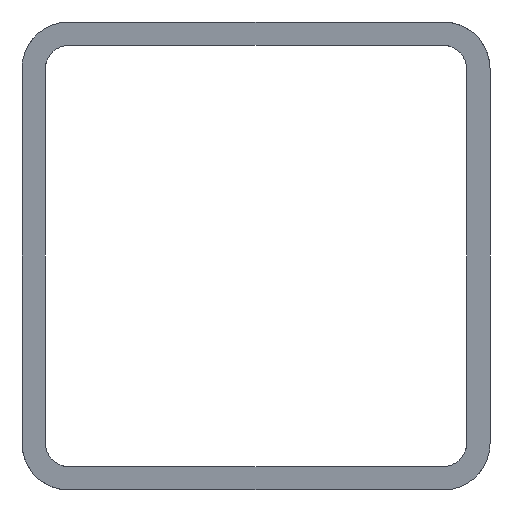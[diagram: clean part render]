
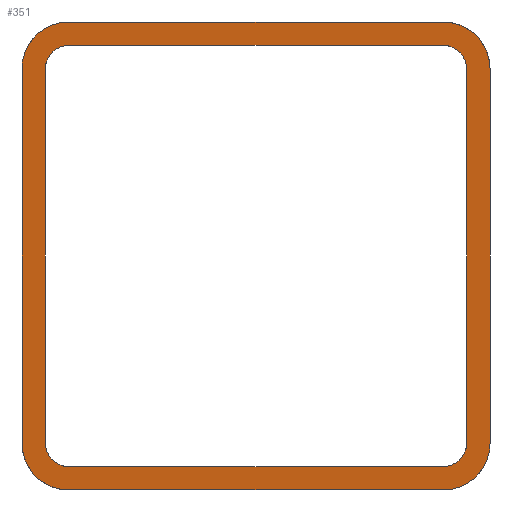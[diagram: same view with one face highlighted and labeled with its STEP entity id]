
A CAD part, front view. The second image highlights one B-rep face of the part: STEP entity #351.
In plain terms, the highlighted planar face has unit normal (-0.174, -0.985, 0).
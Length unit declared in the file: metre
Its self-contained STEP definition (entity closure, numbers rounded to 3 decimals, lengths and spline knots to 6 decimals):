
#28=ELLIPSE('',#368,0.006093,0.006);
#29=ELLIPSE('',#372,0.006093,0.006);
#30=ELLIPSE('',#375,0.006093,0.006);
#31=ELLIPSE('',#379,0.003046,0.003);
#32=ELLIPSE('',#383,0.003046,0.003);
#33=ELLIPSE('',#387,0.003046,0.003);
#34=ELLIPSE('',#391,0.003046,0.003);
#35=ELLIPSE('',#394,0.006093,0.006);
#124=ORIENTED_EDGE('',*,*,#165,.F.);
#125=ORIENTED_EDGE('',*,*,#168,.F.);
#126=ORIENTED_EDGE('',*,*,#171,.F.);
#127=ORIENTED_EDGE('',*,*,#173,.T.);
#128=ORIENTED_EDGE('',*,*,#177,.F.);
#129=ORIENTED_EDGE('',*,*,#179,.T.);
#130=ORIENTED_EDGE('',*,*,#182,.F.);
#131=ORIENTED_EDGE('',*,*,#161,.F.);
#132=ORIENTED_EDGE('',*,*,#148,.T.);
#133=ORIENTED_EDGE('',*,*,#151,.T.);
#134=ORIENTED_EDGE('',*,*,#154,.T.);
#135=ORIENTED_EDGE('',*,*,#187,.T.);
#136=ORIENTED_EDGE('',*,*,#157,.T.);
#137=ORIENTED_EDGE('',*,*,#145,.F.);
#138=ORIENTED_EDGE('',*,*,#184,.T.);
#139=ORIENTED_EDGE('',*,*,#141,.F.);
#141=EDGE_CURVE('',#188,#190,#221,.T.);
#145=EDGE_CURVE('',#192,#194,#225,.T.);
#148=EDGE_CURVE('',#188,#196,#28,.T.);
#151=EDGE_CURVE('',#196,#198,#229,.T.);
#154=EDGE_CURVE('',#198,#200,#29,.T.);
#157=EDGE_CURVE('',#202,#194,#30,.T.);
#161=EDGE_CURVE('',#204,#206,#235,.T.);
#165=EDGE_CURVE('',#208,#204,#31,.T.);
#168=EDGE_CURVE('',#210,#208,#240,.T.);
#171=EDGE_CURVE('',#212,#210,#32,.T.);
#173=EDGE_CURVE('',#212,#214,#243,.T.);
#177=EDGE_CURVE('',#216,#214,#33,.T.);
#179=EDGE_CURVE('',#216,#218,#247,.T.);
#182=EDGE_CURVE('',#206,#218,#34,.T.);
#184=EDGE_CURVE('',#192,#190,#35,.T.);
#187=EDGE_CURVE('',#200,#202,#251,.T.);
#188=VERTEX_POINT('',#504);
#190=VERTEX_POINT('',#507);
#192=VERTEX_POINT('',#513);
#194=VERTEX_POINT('',#516);
#196=VERTEX_POINT('',#522);
#198=VERTEX_POINT('',#528);
#200=VERTEX_POINT('',#534);
#202=VERTEX_POINT('',#540);
#204=VERTEX_POINT('',#546);
#206=VERTEX_POINT('',#549);
#208=VERTEX_POINT('',#555);
#210=VERTEX_POINT('',#561);
#212=VERTEX_POINT('',#567);
#214=VERTEX_POINT('',#573);
#216=VERTEX_POINT('',#579);
#218=VERTEX_POINT('',#585);
#221=LINE('',#506,#253);
#225=LINE('',#515,#257);
#229=LINE('',#527,#261);
#235=LINE('',#548,#267);
#240=LINE('',#563,#272);
#243=LINE('',#572,#275);
#247=LINE('',#584,#279);
#251=LINE('',#597,#283);
#253=VECTOR('',#404,1.);
#257=VECTOR('',#410,1.);
#261=VECTOR('',#422,1.);
#267=VECTOR('',#442,1.);
#272=VECTOR('',#455,1.);
#275=VECTOR('',#466,1.);
#279=VECTOR('',#478,1.);
#283=VECTOR('',#496,1.);
#302=EDGE_LOOP('',(#124,#125,#126,#127,#128,#129,#130,#131));
#303=EDGE_LOOP('',(#132,#133,#134,#135,#136,#137,#138,#139));
#322=FACE_BOUND('',#302,.T.);
#323=FACE_BOUND('',#303,.T.);
#333=PLANE('',#398);
#351=ADVANCED_FACE('',(#322,#323),#333,.T.);
#368=AXIS2_PLACEMENT_3D('',#521,#415,#416);
#372=AXIS2_PLACEMENT_3D('',#533,#427,#428);
#375=AXIS2_PLACEMENT_3D('',#539,#434,#435);
#379=AXIS2_PLACEMENT_3D('',#557,#448,#449);
#383=AXIS2_PLACEMENT_3D('',#569,#460,#461);
#387=AXIS2_PLACEMENT_3D('',#581,#472,#473);
#391=AXIS2_PLACEMENT_3D('',#590,#483,#484);
#394=AXIS2_PLACEMENT_3D('',#593,#489,#490);
#398=AXIS2_PLACEMENT_3D('',#599,#499,#500);
#404=DIRECTION('',(0.,0.,1.));
#410=DIRECTION('',(0.985,-0.174,0.));
#415=DIRECTION('',(-0.174,-0.985,0.));
#416=DIRECTION('',(-0.985,0.174,0.));
#422=DIRECTION('',(0.985,-0.174,0.));
#427=DIRECTION('',(-0.174,-0.985,0.));
#428=DIRECTION('',(-0.985,0.174,0.));
#434=DIRECTION('',(-0.174,-0.985,0.));
#435=DIRECTION('',(-0.985,0.174,0.));
#442=DIRECTION('',(0.,0.,1.));
#448=DIRECTION('',(-0.174,-0.985,0.));
#449=DIRECTION('',(-0.985,0.174,0.));
#455=DIRECTION('',(0.985,-0.174,0.));
#460=DIRECTION('',(-0.174,-0.985,0.));
#461=DIRECTION('',(-0.985,0.174,0.));
#466=DIRECTION('',(0.,0.,1.));
#472=DIRECTION('',(-0.174,-0.985,0.));
#473=DIRECTION('',(-0.985,0.174,0.));
#478=DIRECTION('',(0.985,-0.174,0.));
#483=DIRECTION('',(-0.174,-0.985,0.));
#484=DIRECTION('',(-0.985,0.174,0.));
#489=DIRECTION('',(-0.174,-0.985,0.));
#490=DIRECTION('',(-0.985,0.174,0.));
#496=DIRECTION('',(0.,0.,1.));
#499=DIRECTION('',(-0.174,-0.985,0.));
#500=DIRECTION('',(0.985,-0.174,0.));
#504=CARTESIAN_POINT('',(0.,-0.98942,0.006));
#506=CARTESIAN_POINT('',(0.,-0.98942,-0.943604));
#507=CARTESIAN_POINT('',(0.,-0.98942,0.054));
#513=CARTESIAN_POINT('',(0.006,-0.990478,0.06));
#515=CARTESIAN_POINT('',(0.03,-0.99471,0.06));
#516=CARTESIAN_POINT('',(0.054,-0.998942,0.06));
#521=CARTESIAN_POINT('',(0.006,-0.990478,0.006));
#522=CARTESIAN_POINT('',(0.006,-0.990478,0.));
#527=CARTESIAN_POINT('',(0.030905,-0.99487,0.));
#528=CARTESIAN_POINT('',(0.054,-0.998942,0.));
#533=CARTESIAN_POINT('',(0.054,-0.998942,0.006));
#534=CARTESIAN_POINT('',(0.06,-1.,0.006));
#539=CARTESIAN_POINT('',(0.054,-0.998942,0.054));
#540=CARTESIAN_POINT('',(0.06,-1.,0.054));
#546=CARTESIAN_POINT('',(0.057,-0.999471,0.006));
#548=CARTESIAN_POINT('',(0.057,-0.999471,0.03));
#549=CARTESIAN_POINT('',(0.057,-0.999471,0.054));
#555=CARTESIAN_POINT('',(0.054,-0.998942,0.003));
#557=CARTESIAN_POINT('',(0.054,-0.998942,0.006));
#561=CARTESIAN_POINT('',(0.006,-0.990478,0.003));
#563=CARTESIAN_POINT('',(0.030905,-0.99487,0.003));
#567=CARTESIAN_POINT('',(0.003,-0.989949,0.006));
#569=CARTESIAN_POINT('',(0.006,-0.990478,0.006));
#572=CARTESIAN_POINT('',(0.003,-0.989949,0.03));
#573=CARTESIAN_POINT('',(0.003,-0.989949,0.054));
#579=CARTESIAN_POINT('',(0.006,-0.990478,0.057));
#581=CARTESIAN_POINT('',(0.006,-0.990478,0.054));
#584=CARTESIAN_POINT('',(0.030905,-0.99487,0.057));
#585=CARTESIAN_POINT('',(0.054,-0.998942,0.057));
#590=CARTESIAN_POINT('',(0.054,-0.998942,0.054));
#593=CARTESIAN_POINT('',(0.006,-0.990478,0.054));
#597=CARTESIAN_POINT('',(0.06,-1.,0.03));
#599=CARTESIAN_POINT('',(0.03,-0.99471,-0.943604));
